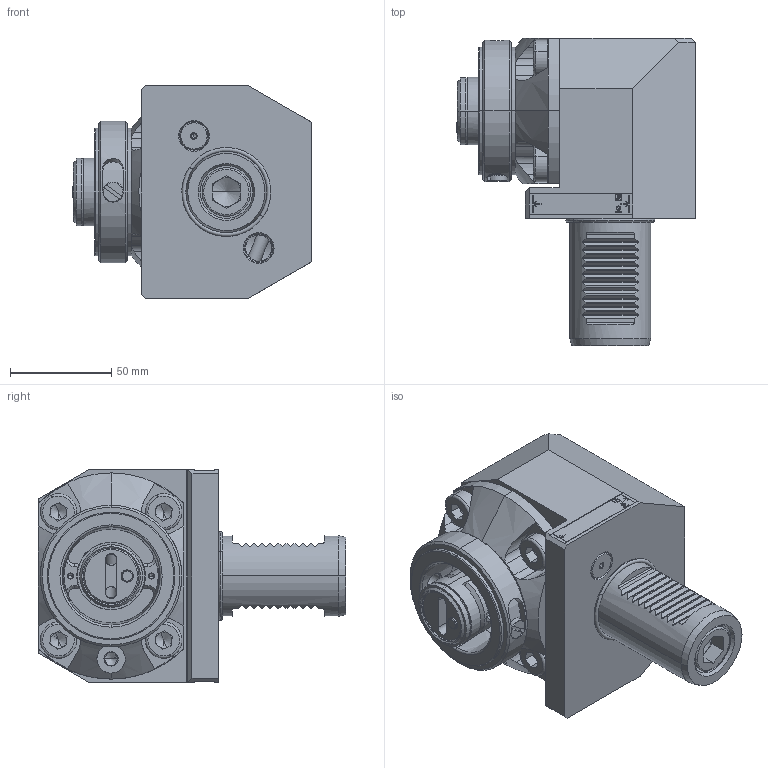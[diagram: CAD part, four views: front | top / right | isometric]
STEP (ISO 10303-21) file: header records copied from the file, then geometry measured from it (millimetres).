
FILE_DESCRIPTION (( 'STEP AP214' ), '1' );
FILE_NAME ('REA.HA6.VD4.053.STEP', '2024-12-13T06:51:54', ( '' ), ( '' ), 'SwSTEP 2.0', 'SolidWorks 2022', '' );
FILE_SCHEMA (( 'AUTOMOTIVE_DESIGN' ));
Length unit declared in the file: millimetre
Products named in the file (26): U63-HA6.001.040_D; DIN 7984 - M12 x 20_DIN 7984 - M12 x 20 --- 20N; Dichtung6; DIN 3771 - 58x2.5; ISO 4026 - M8 x 8_für.step; DIN 3771 - 40x2; HA6-ER2.002.010; DIN 3771 - 11x1.5; HA6-ER3.003.014; VD4-ER1.040.066_B; REA.HA6.VD4.053; Grundkörper1; ISO 8734 - 5 x 12_PreviewCfg; Backe6; DIN 3771 - 17x2; HA6-ER1.001.000; U63-ER1.001.014_A; U63.HA6.001.040; Stift6; REA-HA6.VD4.053-11_A; VD4-ER1.014.010_A; ISO 13337 - 5 x 14_ISO13337 5x16; Spindel6; VD4-ER1.040.066; VD4-ER1.014.010; ISO 4762 - M16 x 65
Assembly tree (30 placements, depth 4):
  REA.HA6.VD4.053
    REA-HA6.VD4.053-11_A
    VD4-ER1.040.066
      VD4-ER1.040.066_B
      ISO 4762 - M16 x 65
      ISO 8734 - 5 x 12_PreviewCfg
      DIN 3771 - 40x2
    U63.HA6.001.040
      U63-HA6.001.040_D
      HA6-ER3.003.014
      ISO 13337 - 5 x 14_ISO13337 5x16
      HA6-ER2.002.010
      U63-ER1.001.014_A
      DIN 3771 - 58x2.5
      DIN 7984 - M12 x 20_DIN 7984 - M12 x 20 --- 20N  x4
      HA6-ER1.001.000
        Grundkörper1
        Dichtung6
        Backe6  x2
        Spindel6
        Stift6
        DIN 3771 - 17x2
    VD4-ER1.014.010
      VD4-ER1.014.010_A
      DIN 3771 - 11x1.5
    ISO 4026 - M8 x 8_für.step  x2
Bounding box: 117.95 x 152 x 105 mm (x, y, z)
Volume: 779880 mm3; surface area: 151705.9 mm2
Topology: 26 solids, 26 shells, 875 faces, 2175 edges, 1360 vertices
Faces by surface type: plane 360, cylinder 267, cone 178, torus 62, bspline 8
Entity records: 26770 total; most frequent: CARTESIAN_POINT 6896, DIRECTION 3912, ORIENTED_EDGE 3822, EDGE_CURVE 1911, AXIS2_PLACEMENT_3D 1496, VERTEX_POINT 1224, VECTOR 920, LINE 920
